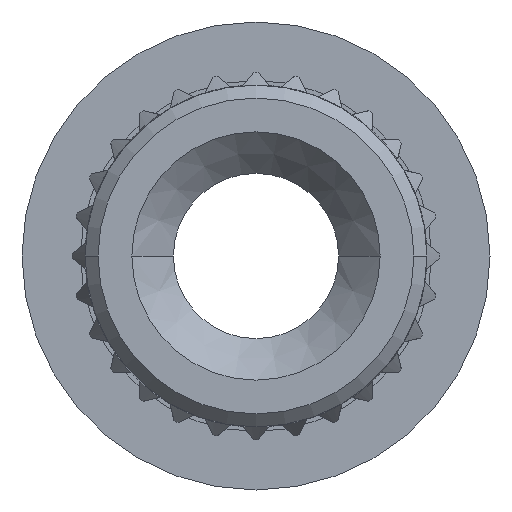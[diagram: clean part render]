
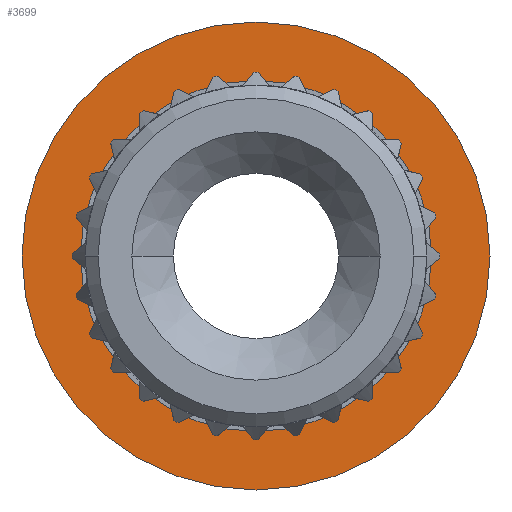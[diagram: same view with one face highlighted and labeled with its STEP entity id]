
A CAD part, left-side view. The second image highlights one B-rep face of the part: STEP entity #3699.
In plain terms, the highlighted planar face has unit normal (-1, 0, 0).
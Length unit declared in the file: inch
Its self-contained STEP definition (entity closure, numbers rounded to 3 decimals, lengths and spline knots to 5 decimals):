
#47=CARTESIAN_POINT('',(-0.04016,0.,0.));
#48=DIRECTION('',(1.,0.,0.));
#49=DIRECTION('',(0.,0.,-1.));
#50=AXIS2_PLACEMENT_3D('',#47,#48,#49);
#52=CARTESIAN_POINT('',(-0.04016,0.,0.));
#53=DIRECTION('',(-1.,0.,0.));
#54=DIRECTION('',(0.,0.,-1.));
#55=AXIS2_PLACEMENT_3D('',#52,#53,#54);
#65=CARTESIAN_POINT('',(-0.04016,0.,0.));
#66=DIRECTION('',(-1.,0.,0.));
#67=DIRECTION('',(0.,0.,-1.));
#68=AXIS2_PLACEMENT_3D('',#65,#66,#67);
#70=CARTESIAN_POINT('',(-0.04016,0.,0.));
#71=DIRECTION('',(1.,0.,0.));
#72=DIRECTION('',(0.,0.,-1.));
#73=AXIS2_PLACEMENT_3D('',#70,#71,#72);
#2937=CARTESIAN_POINT('',(-0.04016,0.,-0.14173));
#2938=CARTESIAN_POINT('',(-0.04016,0.,0.14173));
#2939=VERTEX_POINT('',#2937);
#2940=VERTEX_POINT('',#2938);
#2941=CARTESIAN_POINT('',(-0.04016,0.,-0.1063));
#2943=VERTEX_POINT('',#2941);
#2945=CARTESIAN_POINT('',(-0.04016,0.,0.1063));
#2947=VERTEX_POINT('',#2945);
#3684=CARTESIAN_POINT('',(-0.04016,0.,0.));
#3685=DIRECTION('',(1.,0.,0.));
#3686=DIRECTION('',(0.,0.,1.));
#3687=AXIS2_PLACEMENT_3D('',#3684,#3685,#3686);
#3688=PLANE('',#3687);
#3689=ORIENTED_EDGE('',*,*,#3666,.T.);
#3690=ORIENTED_EDGE('',*,*,#3651,.F.);
#3691=EDGE_LOOP('',(#3689,#3690));
#3692=FACE_OUTER_BOUND('',#3691,.F.);
#3694=ORIENTED_EDGE('',*,*,#3693,.T.);
#3696=ORIENTED_EDGE('',*,*,#3695,.F.);
#3697=EDGE_LOOP('',(#3694,#3696));
#3698=FACE_BOUND('',#3697,.F.);
#3699=ADVANCED_FACE('',(#3692,#3698),#3688,.F.);
#51=CIRCLE('',#50,0.14173);
#56=CIRCLE('',#55,0.14173);
#69=CIRCLE('',#68,0.1063);
#74=CIRCLE('',#73,0.1063);
#3651=EDGE_CURVE('',#2939,#2940,#56,.T.);
#3666=EDGE_CURVE('',#2939,#2940,#51,.T.);
#3693=EDGE_CURVE('',#2943,#2947,#69,.T.);
#3695=EDGE_CURVE('',#2943,#2947,#74,.T.);
